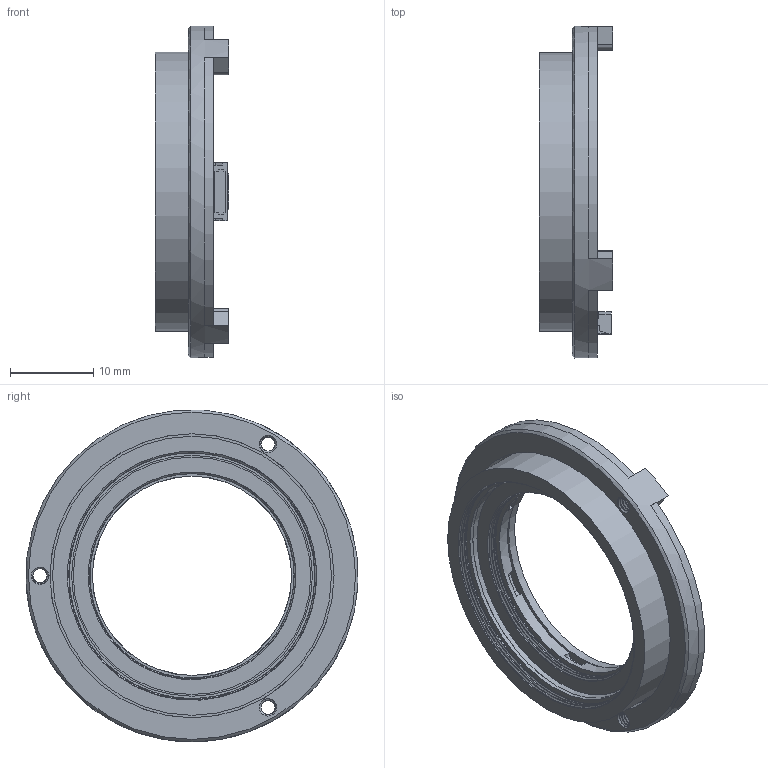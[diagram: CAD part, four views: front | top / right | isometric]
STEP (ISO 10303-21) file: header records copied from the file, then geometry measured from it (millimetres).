
FILE_DESCRIPTION (( 'STEP AP214' ), '1' );
FILE_NAME ('DPT-25-30-40H.step', '2024-12-08T15:48:43', ( '' ), ( '' ), 'SwSTEP 2.0', 'SolidWorks 2022', '' );
FILE_SCHEMA (( 'AUTOMOTIVE_DESIGN' ));
Length unit declared in the file: millimetre
Products named in the file (1): DPT-25-30-40H
Bounding box: 8.9 x 39.97 x 39.95 mm (x, y, z)
Volume: 3104 mm3; surface area: 6404.8 mm2
Topology: 9 solids, 9 shells, 541 faces, 1450 edges, 961 vertices
Faces by surface type: plane 283, bspline 166, cylinder 81, cone 11
Full cylindrical faces by diameter (mm): 24 x1, 24.8 x1, 25.2 x1, 26.2 x3, 27.8 x3, 28.6 x1, 29 x1, 29.2 x1, 30.2 x1, 31.2 x3, 32.8 x3, 33.6 x1, 34.2 x1, 40 x1
Entity records: 26671 total; most frequent: CARTESIAN_POINT 10922, ORIENTED_EDGE 2814, DIRECTION 2006, EDGE_CURVE 1407, VERTEX_POINT 949, VECTOR 844, LINE 844, EDGE_LOOP 628
